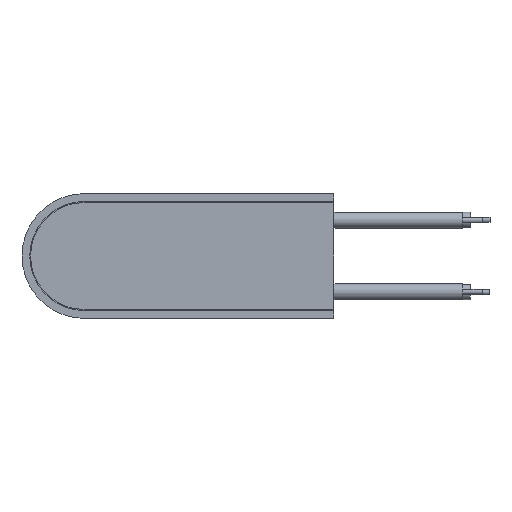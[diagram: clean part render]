
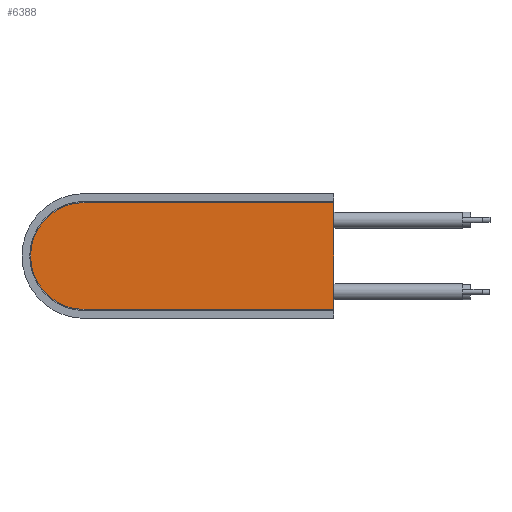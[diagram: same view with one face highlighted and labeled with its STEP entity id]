
A CAD part, left-side view. The second image highlights one B-rep face of the part: STEP entity #6388.
In plain terms, the highlighted planar face has unit normal (-1, 0, 0).
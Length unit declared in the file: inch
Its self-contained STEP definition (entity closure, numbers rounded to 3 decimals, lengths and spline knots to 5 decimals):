
#79 = LINE ( 'NONE', #2035, #8370 ) ;
#112 = CIRCLE ( 'NONE', #6310, 0.137 ) ;
#134 = EDGE_CURVE ( 'NONE', #1151, #5356, #4329, .T. ) ;
#625 = EDGE_CURVE ( 'NONE', #5356, #5115, #79, .T. ) ;
#921 = DIRECTION ( 'NONE',  ( 0., -1., 0. ) ) ;
#951 = CARTESIAN_POINT ( 'NONE',  ( -0.143, 0., 0.137 ) ) ;
#1151 = VERTEX_POINT ( 'NONE', #5969 ) ;
#1174 = PLANE ( 'NONE',  #3703 ) ;
#1781 = CARTESIAN_POINT ( 'NONE',  ( -0.143, 0.641, 0.137 ) ) ;
#1810 = CARTESIAN_POINT ( 'NONE',  ( -0.143, 0.641, 0. ) ) ;
#1840 = DIRECTION ( 'NONE',  ( 0., 1., 0. ) ) ;
#1892 = ORIENTED_EDGE ( 'NONE', *, *, #134, .F. ) ;
#2035 = CARTESIAN_POINT ( 'NONE',  ( -0.143, 0., -0.137 ) ) ;
#2048 = EDGE_LOOP ( 'NONE', ( #7828, #5019, #7292, #7142, #1892 ) ) ;
#3119 = DIRECTION ( 'NONE',  ( 0., 1., 0. ) ) ;
#3175 = DIRECTION ( 'NONE',  ( 1., 0., 0. ) ) ;
#3336 = CARTESIAN_POINT ( 'NONE',  ( -0.143, 0.641, 0. ) ) ;
#3703 = AXIS2_PLACEMENT_3D ( 'NONE', #1810, #6368, #3119 ) ;
#4126 = VECTOR ( 'NONE', #6835, 39.37008 ) ;
#4220 = CARTESIAN_POINT ( 'NONE',  ( -0.143, 0., -0.137 ) ) ;
#4246 = CARTESIAN_POINT ( 'NONE',  ( -0.143, 0., 0.137 ) ) ;
#4329 = LINE ( 'NONE', #4246, #4126 ) ;
#4520 = EDGE_CURVE ( 'NONE', #4950, #5695, #112, .T. ) ;
#4570 = CARTESIAN_POINT ( 'NONE',  ( -0.143, 0.778, 0. ) ) ;
#4806 = FACE_OUTER_BOUND ( 'NONE', #2048, .T. ) ;
#4950 = VERTEX_POINT ( 'NONE', #4570 ) ;
#5019 = ORIENTED_EDGE ( 'NONE', *, *, #4520, .F. ) ;
#5115 = VERTEX_POINT ( 'NONE', #6164 ) ;
#5356 = VERTEX_POINT ( 'NONE', #4220 ) ;
#5566 = LINE ( 'NONE', #951, #6504 ) ;
#5695 = VERTEX_POINT ( 'NONE', #1781 ) ;
#5728 = CARTESIAN_POINT ( 'NONE',  ( -0.143, 0.641, 0. ) ) ;
#5914 = DIRECTION ( 'NONE',  ( 1., 0., 0. ) ) ;
#5969 = CARTESIAN_POINT ( 'NONE',  ( -0.143, 0., 0.137 ) ) ;
#6164 = CARTESIAN_POINT ( 'NONE',  ( -0.143, 0.641, -0.137 ) ) ;
#6310 = AXIS2_PLACEMENT_3D ( 'NONE', #3336, #5914, #6614 ) ;
#6368 = DIRECTION ( 'NONE',  ( -1., 0., 0. ) ) ;
#6388 = ADVANCED_FACE ( 'NONE', ( #4806 ), #1174, .T. ) ;
#6504 = VECTOR ( 'NONE', #921, 39.37008 ) ;
#6594 = CIRCLE ( 'NONE', #7211, 0.137 ) ;
#6614 = DIRECTION ( 'NONE',  ( 0., 1., 0. ) ) ;
#6835 = DIRECTION ( 'NONE',  ( 0., 0., -1. ) ) ;
#7142 = ORIENTED_EDGE ( 'NONE', *, *, #625, .F. ) ;
#7211 = AXIS2_PLACEMENT_3D ( 'NONE', #5728, #3175, #1840 ) ;
#7291 = DIRECTION ( 'NONE',  ( 0., 1., 0. ) ) ;
#7292 = ORIENTED_EDGE ( 'NONE', *, *, #7966, .F. ) ;
#7807 = EDGE_CURVE ( 'NONE', #5695, #1151, #5566, .T. ) ;
#7828 = ORIENTED_EDGE ( 'NONE', *, *, #7807, .F. ) ;
#7966 = EDGE_CURVE ( 'NONE', #5115, #4950, #6594, .T. ) ;
#8370 = VECTOR ( 'NONE', #7291, 39.37008 ) ;
